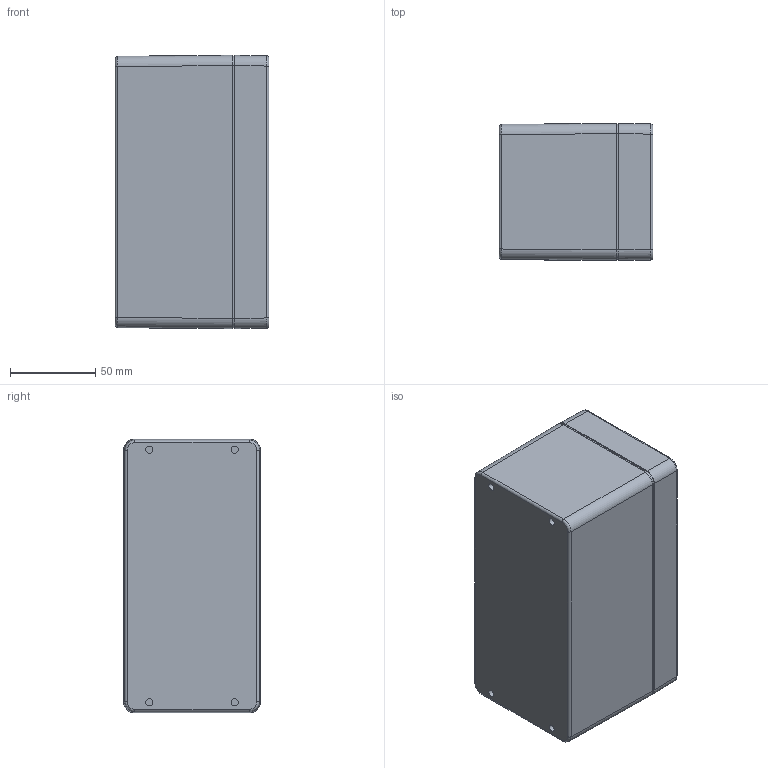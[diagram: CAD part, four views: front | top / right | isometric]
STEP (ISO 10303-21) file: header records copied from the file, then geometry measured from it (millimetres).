
FILE_DESCRIPTION(/* description */ ('ABS-Gehäuse'),/* implementation_level */ '2;1');
FILE_NAME(/* name */ '01160809010-RST.stp',/* time_stamp */ '2021-09-02T13:01:30+02:00',/* author */ ('sl'),/* organization */ (''),/* preprocessor_version */ 'ST-DEVELOPER v16.5',/* originating_system */ 'Autodesk Inventor 2017',/* authorisation */ '');
FILE_SCHEMA (('AUTOMOTIVE_DESIGN { 1 0 10303 214 3 1 1 }'));
Length unit declared in the file: millimetre
Products named in the file (4): 01_160809_010; Schraube-M4x28x10; 01_160809_010_1; 01_160809_010_2
Assembly tree (6 placements, depth 2):
  01_160809_010
    Schraube-M4x28x10  x4
    01_160809_010_1
    01_160809_010_2
Bounding box: 90 x 80 x 160 mm (x, y, z)
Volume: 240517 mm3; surface area: 144784.5 mm2
Topology: 6 solids, 6 shells, 427 faces, 1028 edges, 646 vertices
Faces by surface type: plane 157, cylinder 138, torus 62, cone 38, bspline 32
Full cylindrical faces by diameter (mm): 2.87 x4, 4 x10, 4.2 x8, 5 x4, 7 x4, 7.2 x4, 8 x4
Entity records: 11204 total; most frequent: CARTESIAN_POINT 3336, DIRECTION 1732, ORIENTED_EDGE 1468, EDGE_CURVE 734, AXIS2_PLACEMENT_3D 714, VERTEX_POINT 485, EDGE_LOOP 447, FACE_OUTER_BOUND 343
